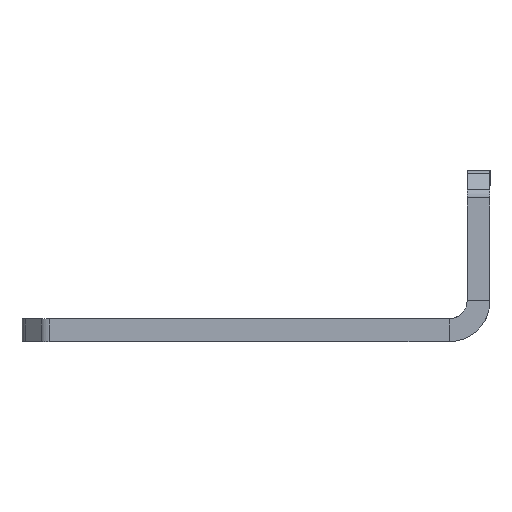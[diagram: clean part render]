
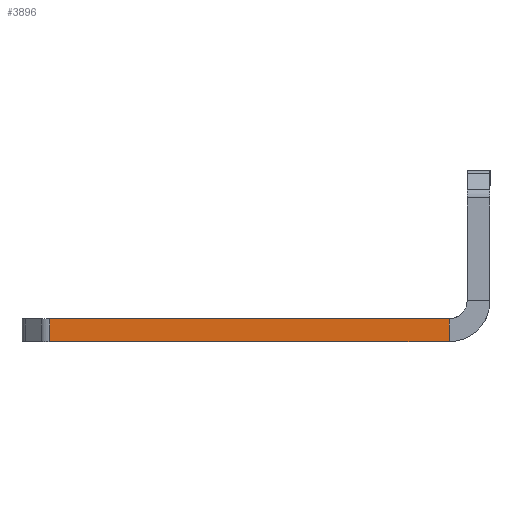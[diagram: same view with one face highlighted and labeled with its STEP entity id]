
A CAD part, left-side view. The second image highlights one B-rep face of the part: STEP entity #3896.
In plain terms, the highlighted planar face has unit normal (-1, 0, 0).
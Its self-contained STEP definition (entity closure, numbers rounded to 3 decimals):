
#25 = VERTEX_POINT ( 'NONE', #2245 ) ;
#92 = VECTOR ( 'NONE', #440, 1000. ) ;
#328 = CARTESIAN_POINT ( 'NONE',  ( -30.2, 18.086, 0. ) ) ;
#431 = AXIS2_PLACEMENT_3D ( 'NONE', #3181, #785, #2311 ) ;
#440 = DIRECTION ( 'NONE',  ( 0., -1., 0. ) ) ;
#640 = ORIENTED_EDGE ( 'NONE', *, *, #2785, .T. ) ;
#763 = EDGE_LOOP ( 'NONE', ( #1988, #640, #3835, #3845 ) ) ;
#785 = DIRECTION ( 'NONE',  ( -1., 0., 0. ) ) ;
#1134 = LINE ( 'NONE', #1192, #2641 ) ;
#1143 = CARTESIAN_POINT ( 'NONE',  ( -30.2, -16.912, -2. ) ) ;
#1192 = CARTESIAN_POINT ( 'NONE',  ( -30.2, -16.913, 0. ) ) ;
#1363 = CARTESIAN_POINT ( 'NONE',  ( -30.2, 18.086, -2. ) ) ;
#1724 = EDGE_CURVE ( 'NONE', #3273, #25, #2340, .T. ) ;
#1779 = DIRECTION ( 'NONE',  ( 0., 0., -1. ) ) ;
#1988 = ORIENTED_EDGE ( 'NONE', *, *, #1724, .F. ) ;
#2245 = CARTESIAN_POINT ( 'NONE',  ( -30.2, -16.913, 0. ) ) ;
#2264 = DIRECTION ( 'NONE',  ( 0., 0., -1. ) ) ;
#2284 = FACE_OUTER_BOUND ( 'NONE', #763, .T. ) ;
#2311 = DIRECTION ( 'NONE',  ( 0., -1., 0. ) ) ;
#2340 = LINE ( 'NONE', #2928, #3379 ) ;
#2427 = LINE ( 'NONE', #1363, #3086 ) ;
#2482 = VERTEX_POINT ( 'NONE', #1143 ) ;
#2549 = CARTESIAN_POINT ( 'NONE',  ( -30.2, 18.086, -2. ) ) ;
#2641 = VECTOR ( 'NONE', #1779, 1000. ) ;
#2785 = EDGE_CURVE ( 'NONE', #3273, #3829, #2427, .T. ) ;
#2872 = PLANE ( 'NONE',  #431 ) ;
#2928 = CARTESIAN_POINT ( 'NONE',  ( -30.2, 20.5, 0. ) ) ;
#3086 = VECTOR ( 'NONE', #2264, 1000. ) ;
#3181 = CARTESIAN_POINT ( 'NONE',  ( -30.2, 20.5, -2. ) ) ;
#3273 = VERTEX_POINT ( 'NONE', #328 ) ;
#3379 = VECTOR ( 'NONE', #3902, 1000. ) ;
#3397 = LINE ( 'NONE', #3811, #92 ) ;
#3416 = EDGE_CURVE ( 'NONE', #3829, #2482, #3397, .T. ) ;
#3686 = EDGE_CURVE ( 'NONE', #25, #2482, #1134, .T. ) ;
#3811 = CARTESIAN_POINT ( 'NONE',  ( -30.2, 20.5, -2. ) ) ;
#3829 = VERTEX_POINT ( 'NONE', #2549 ) ;
#3835 = ORIENTED_EDGE ( 'NONE', *, *, #3416, .T. ) ;
#3845 = ORIENTED_EDGE ( 'NONE', *, *, #3686, .F. ) ;
#3896 = ADVANCED_FACE ( 'NONE', ( #2284 ), #2872, .T. ) ;
#3902 = DIRECTION ( 'NONE',  ( 0., -1., 0. ) ) ;
